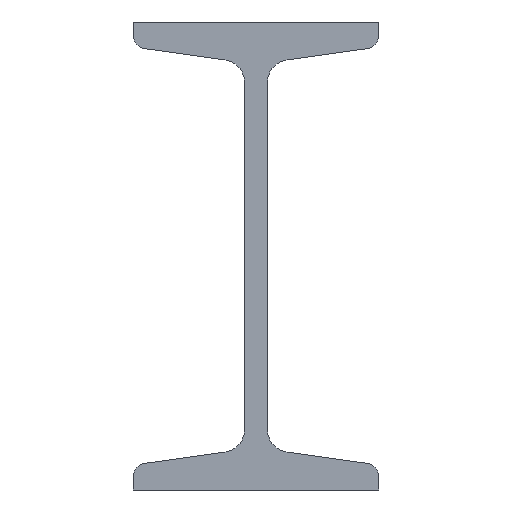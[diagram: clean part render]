
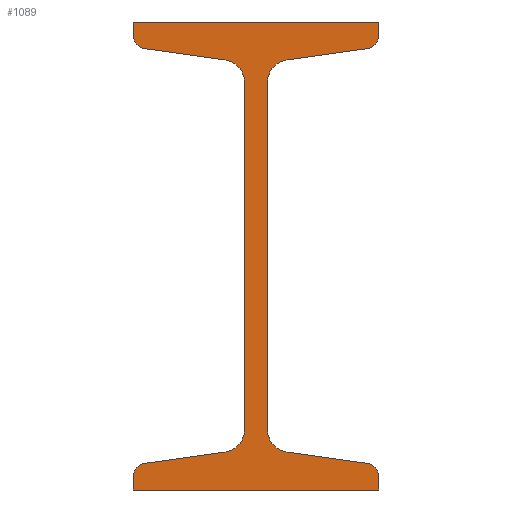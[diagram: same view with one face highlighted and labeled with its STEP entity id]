
A CAD part, front view. The second image highlights one B-rep face of the part: STEP entity #1089.
In plain terms, the highlighted planar face has unit normal (0, -1, 0).
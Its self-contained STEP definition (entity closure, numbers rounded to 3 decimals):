
#2=DIRECTION('',(0.,0.,1.));
#3=VECTOR('',#2,2.267);
#4=CARTESIAN_POINT('',(-21.,0.,-40.));
#5=LINE('',#4,#3);
#6=CARTESIAN_POINT('',(-18.7,0.,-37.733));
#7=DIRECTION('',(0.,1.,0.));
#8=DIRECTION('',(-1.,0.,0.));
#9=AXIS2_PLACEMENT_3D('',#6,#7,#8);
#11=DIRECTION('',(0.99,0.,0.139));
#12=VECTOR('',#11,13.848);
#13=CARTESIAN_POINT('',(-19.02,0.,-35.455));
#14=LINE('',#13,#12);
#15=CARTESIAN_POINT('',(-5.85,0.,-29.666));
#16=DIRECTION('',(0.,-1.,0.));
#17=DIRECTION('',(0.139,0.,-0.99));
#18=AXIS2_PLACEMENT_3D('',#15,#16,#17);
#20=DIRECTION('',(0.,0.,1.));
#21=VECTOR('',#20,59.332);
#22=CARTESIAN_POINT('',(-1.95,0.,-29.666));
#23=LINE('',#22,#21);
#24=CARTESIAN_POINT('',(-5.85,0.,29.666));
#25=DIRECTION('',(0.,-1.,0.));
#26=DIRECTION('',(1.,0.,0.));
#27=AXIS2_PLACEMENT_3D('',#24,#25,#26);
#29=DIRECTION('',(-0.99,0.,0.139));
#30=VECTOR('',#29,13.848);
#31=CARTESIAN_POINT('',(-5.307,0.,33.528));
#32=LINE('',#31,#30);
#33=CARTESIAN_POINT('',(-18.7,0.,37.733));
#34=DIRECTION('',(0.,1.,0.));
#35=DIRECTION('',(-0.139,0.,-0.99));
#36=AXIS2_PLACEMENT_3D('',#33,#34,#35);
#38=DIRECTION('',(0.,0.,1.));
#39=VECTOR('',#38,2.267);
#40=CARTESIAN_POINT('',(-21.,0.,37.733));
#41=LINE('',#40,#39);
#42=DIRECTION('',(1.,0.,0.));
#43=VECTOR('',#42,42.);
#44=CARTESIAN_POINT('',(-21.,0.,40.));
#45=LINE('',#44,#43);
#46=DIRECTION('',(0.,0.,-1.));
#47=VECTOR('',#46,2.267);
#48=CARTESIAN_POINT('',(21.,0.,40.));
#49=LINE('',#48,#47);
#50=CARTESIAN_POINT('',(18.7,0.,37.733));
#51=DIRECTION('',(0.,1.,0.));
#52=DIRECTION('',(1.,0.,0.));
#53=AXIS2_PLACEMENT_3D('',#50,#51,#52);
#55=DIRECTION('',(-0.99,0.,-0.139));
#56=VECTOR('',#55,13.848);
#57=CARTESIAN_POINT('',(19.02,0.,35.455));
#58=LINE('',#57,#56);
#59=CARTESIAN_POINT('',(5.85,0.,29.666));
#60=DIRECTION('',(0.,-1.,0.));
#61=DIRECTION('',(-0.139,0.,0.99));
#62=AXIS2_PLACEMENT_3D('',#59,#60,#61);
#64=DIRECTION('',(0.,0.,-1.));
#65=VECTOR('',#64,59.332);
#66=CARTESIAN_POINT('',(1.95,0.,29.666));
#67=LINE('',#66,#65);
#68=CARTESIAN_POINT('',(5.85,0.,-29.666));
#69=DIRECTION('',(0.,-1.,0.));
#70=DIRECTION('',(-1.,0.,0.));
#71=AXIS2_PLACEMENT_3D('',#68,#69,#70);
#73=DIRECTION('',(0.99,0.,-0.139));
#74=VECTOR('',#73,13.848);
#75=CARTESIAN_POINT('',(5.307,0.,-33.528));
#76=LINE('',#75,#74);
#77=CARTESIAN_POINT('',(18.7,0.,-37.733));
#78=DIRECTION('',(0.,1.,0.));
#79=DIRECTION('',(0.139,0.,0.99));
#80=AXIS2_PLACEMENT_3D('',#77,#78,#79);
#82=DIRECTION('',(0.,0.,-1.));
#83=VECTOR('',#82,2.267);
#84=CARTESIAN_POINT('',(21.,0.,-37.733));
#85=LINE('',#84,#83);
#86=DIRECTION('',(-1.,0.,0.));
#87=VECTOR('',#86,42.);
#88=CARTESIAN_POINT('',(21.,0.,-40.));
#89=LINE('',#88,#87);
#786=CARTESIAN_POINT('',(-21.,0.,-40.));
#787=CARTESIAN_POINT('',(-21.,0.,-37.733));
#788=VERTEX_POINT('',#786);
#789=VERTEX_POINT('',#787);
#790=CARTESIAN_POINT('',(-19.02,0.,-35.455));
#791=VERTEX_POINT('',#790);
#792=CARTESIAN_POINT('',(-5.307,0.,-33.528));
#793=VERTEX_POINT('',#792);
#794=CARTESIAN_POINT('',(-1.95,0.,-29.666));
#795=VERTEX_POINT('',#794);
#796=CARTESIAN_POINT('',(-1.95,0.,29.666));
#797=VERTEX_POINT('',#796);
#798=CARTESIAN_POINT('',(-5.307,0.,33.528));
#799=VERTEX_POINT('',#798);
#800=CARTESIAN_POINT('',(-19.02,0.,35.455));
#801=VERTEX_POINT('',#800);
#802=CARTESIAN_POINT('',(-21.,0.,37.733));
#803=VERTEX_POINT('',#802);
#804=CARTESIAN_POINT('',(-21.,0.,40.));
#805=VERTEX_POINT('',#804);
#806=CARTESIAN_POINT('',(21.,0.,40.));
#807=VERTEX_POINT('',#806);
#808=CARTESIAN_POINT('',(21.,0.,37.733));
#809=VERTEX_POINT('',#808);
#810=CARTESIAN_POINT('',(19.02,0.,35.455));
#811=VERTEX_POINT('',#810);
#812=CARTESIAN_POINT('',(5.307,0.,33.528));
#813=VERTEX_POINT('',#812);
#814=CARTESIAN_POINT('',(1.95,0.,29.666));
#815=VERTEX_POINT('',#814);
#816=CARTESIAN_POINT('',(1.95,0.,-29.666));
#817=VERTEX_POINT('',#816);
#818=CARTESIAN_POINT('',(5.307,0.,-33.528));
#819=VERTEX_POINT('',#818);
#820=CARTESIAN_POINT('',(19.02,0.,-35.455));
#821=VERTEX_POINT('',#820);
#822=CARTESIAN_POINT('',(21.,0.,-37.733));
#823=VERTEX_POINT('',#822);
#824=CARTESIAN_POINT('',(21.,0.,-40.));
#825=VERTEX_POINT('',#824);
#1042=CARTESIAN_POINT('',(0.,0.,0.));
#1043=DIRECTION('',(0.,1.,0.));
#1044=DIRECTION('',(1.,0.,0.));
#1045=AXIS2_PLACEMENT_3D('',#1042,#1043,#1044);
#1046=PLANE('',#1045);
#1048=ORIENTED_EDGE('',*,*,#1047,.T.);
#1050=ORIENTED_EDGE('',*,*,#1049,.T.);
#1052=ORIENTED_EDGE('',*,*,#1051,.T.);
#1054=ORIENTED_EDGE('',*,*,#1053,.T.);
#1056=ORIENTED_EDGE('',*,*,#1055,.T.);
#1058=ORIENTED_EDGE('',*,*,#1057,.T.);
#1060=ORIENTED_EDGE('',*,*,#1059,.T.);
#1062=ORIENTED_EDGE('',*,*,#1061,.T.);
#1064=ORIENTED_EDGE('',*,*,#1063,.T.);
#1066=ORIENTED_EDGE('',*,*,#1065,.T.);
#1068=ORIENTED_EDGE('',*,*,#1067,.T.);
#1070=ORIENTED_EDGE('',*,*,#1069,.T.);
#1072=ORIENTED_EDGE('',*,*,#1071,.T.);
#1074=ORIENTED_EDGE('',*,*,#1073,.T.);
#1076=ORIENTED_EDGE('',*,*,#1075,.T.);
#1078=ORIENTED_EDGE('',*,*,#1077,.T.);
#1080=ORIENTED_EDGE('',*,*,#1079,.T.);
#1082=ORIENTED_EDGE('',*,*,#1081,.T.);
#1084=ORIENTED_EDGE('',*,*,#1083,.T.);
#1086=ORIENTED_EDGE('',*,*,#1085,.T.);
#1087=EDGE_LOOP('',(#1048,#1050,#1052,#1054,#1056,#1058,#1060,#1062,#1064,#1066,
#1068,#1070,#1072,#1074,#1076,#1078,#1080,#1082,#1084,#1086));
#1088=FACE_OUTER_BOUND('',#1087,.F.);
#1089=ADVANCED_FACE('',(#1088),#1046,.F.);
#10=CIRCLE('',#9,2.3);
#19=CIRCLE('',#18,3.9);
#28=CIRCLE('',#27,3.9);
#37=CIRCLE('',#36,2.3);
#54=CIRCLE('',#53,2.3);
#63=CIRCLE('',#62,3.9);
#72=CIRCLE('',#71,3.9);
#81=CIRCLE('',#80,2.3);
#1047=EDGE_CURVE('',#788,#789,#5,.T.);
#1049=EDGE_CURVE('',#789,#791,#10,.T.);
#1051=EDGE_CURVE('',#791,#793,#14,.T.);
#1053=EDGE_CURVE('',#793,#795,#19,.T.);
#1055=EDGE_CURVE('',#795,#797,#23,.T.);
#1057=EDGE_CURVE('',#797,#799,#28,.T.);
#1059=EDGE_CURVE('',#799,#801,#32,.T.);
#1061=EDGE_CURVE('',#801,#803,#37,.T.);
#1063=EDGE_CURVE('',#803,#805,#41,.T.);
#1065=EDGE_CURVE('',#805,#807,#45,.T.);
#1067=EDGE_CURVE('',#807,#809,#49,.T.);
#1069=EDGE_CURVE('',#809,#811,#54,.T.);
#1071=EDGE_CURVE('',#811,#813,#58,.T.);
#1073=EDGE_CURVE('',#813,#815,#63,.T.);
#1075=EDGE_CURVE('',#815,#817,#67,.T.);
#1077=EDGE_CURVE('',#817,#819,#72,.T.);
#1079=EDGE_CURVE('',#819,#821,#76,.T.);
#1081=EDGE_CURVE('',#821,#823,#81,.T.);
#1083=EDGE_CURVE('',#823,#825,#85,.T.);
#1085=EDGE_CURVE('',#825,#788,#89,.T.);
